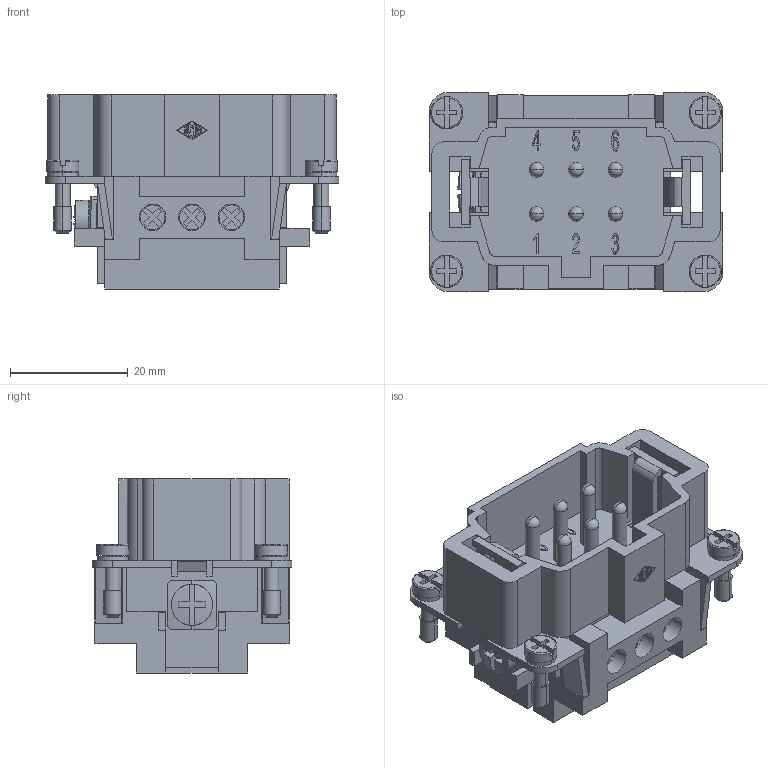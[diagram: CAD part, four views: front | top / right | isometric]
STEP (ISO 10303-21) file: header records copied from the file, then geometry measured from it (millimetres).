
FILE_DESCRIPTION((''),'2;1');
FILE_NAME('CNEM 06 TX.stp','2006-10-25T13:27:45',('gembarski'),(''),'Autodesk Inventor 7','Autodesk Inventor 7','');
FILE_SCHEMA(('AUTOMOTIVE_DESIGN { 1 0 10303 214 1 1 1 1 }'));
Length unit declared in the file: millimetre
Products named in the file (1): CNEM 06 TX
Bounding box: 50 x 34 x 33 mm (x, y, z)
Volume: 20103.1 mm3; surface area: 17024.6 mm2
Topology: 1 solids, 1 shells, 897 faces, 2437 edges, 1593 vertices
Faces by surface type: plane 423, bspline 347, cylinder 105, sphere 10, torus 8, cone 4
Entity records: 29758 total; most frequent: CARTESIAN_POINT 8165, ORIENTED_EDGE 4854, DIRECTION 3810, EDGE_CURVE 2427, VECTOR 1722, LINE 1722, VERTEX_POINT 1593, AXIS2_PLACEMENT_3D 1044
